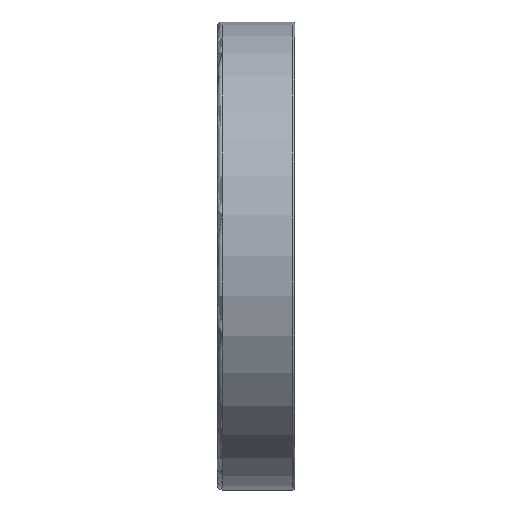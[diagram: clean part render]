
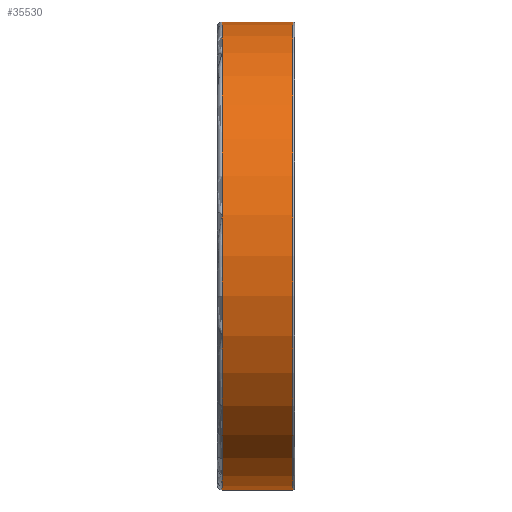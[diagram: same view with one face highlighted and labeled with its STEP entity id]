
A CAD part, top view. The second image highlights one B-rep face of the part: STEP entity #35530.
In plain terms, the highlighted cylindrical face has radius 72.5 mm (diameter 145 mm), a partial arc.
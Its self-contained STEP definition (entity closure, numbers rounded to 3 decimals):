
#25447=DIRECTION('',(-1.,0.,0.));
#25448=VECTOR('',#25447,21.9);
#25449=CARTESIAN_POINT('',(11.4,72.5,0.));
#25450=LINE('',#25449,#25448);
#25454=DIRECTION('',(-1.,0.,0.));
#25455=VECTOR('',#25454,21.9);
#25456=CARTESIAN_POINT('',(11.4,-72.5,0.));
#25457=LINE('',#25456,#25455);
#25469=CARTESIAN_POINT('',(11.4,0.,0.));
#25470=DIRECTION('',(1.,0.,0.));
#25471=DIRECTION('',(0.,1.,0.));
#25472=AXIS2_PLACEMENT_3D('',#25469,#25470,#25471);
#25477=CARTESIAN_POINT('',(-10.5,0.,0.));
#25478=DIRECTION('',(1.,0.,0.));
#25479=DIRECTION('',(0.,1.,0.));
#25480=AXIS2_PLACEMENT_3D('',#25477,#25478,#25479);
#32518=CARTESIAN_POINT('',(11.4,72.5,0.));
#32519=CARTESIAN_POINT('',(-10.5,72.5,0.));
#32520=VERTEX_POINT('',#32518);
#32521=VERTEX_POINT('',#32519);
#32530=CARTESIAN_POINT('',(11.4,-72.5,0.));
#32531=CARTESIAN_POINT('',(-10.5,-72.5,0.));
#32532=VERTEX_POINT('',#32530);
#32533=VERTEX_POINT('',#32531);
#35518=CARTESIAN_POINT('',(-13.2,0.,0.));
#35519=DIRECTION('',(1.,0.,0.));
#35520=DIRECTION('',(0.,-1.,0.));
#35521=AXIS2_PLACEMENT_3D('',#35518,#35519,#35520);
#35522=CYLINDRICAL_SURFACE('',#35521,72.5);
#35523=ORIENTED_EDGE('',*,*,#35508,.F.);
#35524=ORIENTED_EDGE('',*,*,#35485,.T.);
#35525=ORIENTED_EDGE('',*,*,#35512,.T.);
#35527=ORIENTED_EDGE('',*,*,#35526,.F.);
#35528=EDGE_LOOP('',(#35523,#35524,#35525,#35527));
#35529=FACE_OUTER_BOUND('',#35528,.F.);
#25473=CIRCLE('',#25472,72.5);
#25481=CIRCLE('',#25480,72.5);
#35485=EDGE_CURVE('',#32520,#32532,#25473,.T.);
#35508=EDGE_CURVE('',#32520,#32521,#25450,.T.);
#35512=EDGE_CURVE('',#32532,#32533,#25457,.T.);
#35526=EDGE_CURVE('',#32521,#32533,#25481,.T.);
#35530=ADVANCED_FACE('',(#35529),#35522,.T.);
